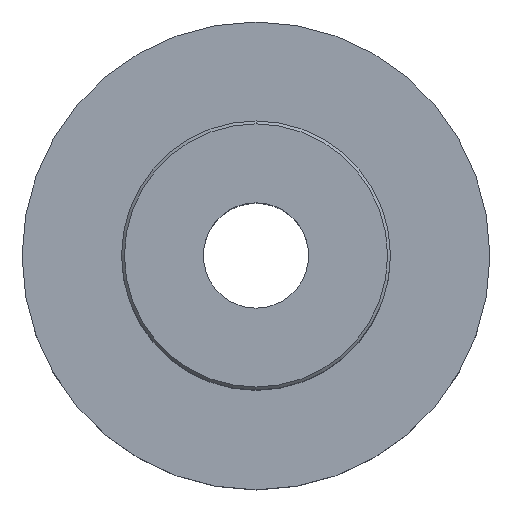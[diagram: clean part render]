
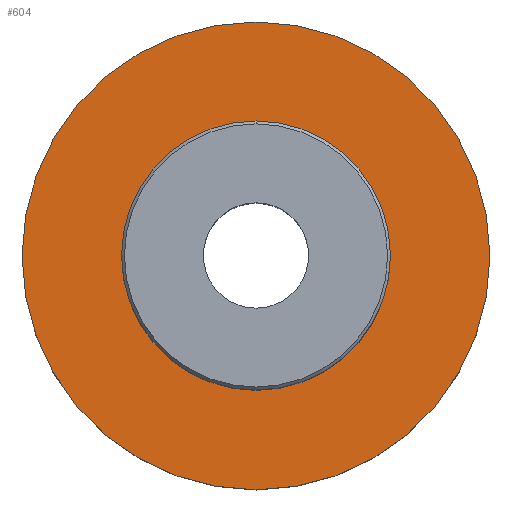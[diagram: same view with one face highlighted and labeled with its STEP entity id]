
A CAD part, top view. The second image highlights one B-rep face of the part: STEP entity #604.
In plain terms, the highlighted planar face has unit normal (0, 0, 1).
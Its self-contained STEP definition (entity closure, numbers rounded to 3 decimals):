
#191=CARTESIAN_POINT('',(0.,0.,0.));
#192=DIRECTION('',(0.,0.,-1.));
#193=DIRECTION('',(0.,1.,0.));
#194=AXIS2_PLACEMENT_3D('',#191,#192,#193);
#199=CARTESIAN_POINT('',(0.,0.,0.));
#200=DIRECTION('',(0.,0.,1.));
#201=DIRECTION('',(0.,1.,0.));
#202=AXIS2_PLACEMENT_3D('',#199,#200,#201);
#215=CARTESIAN_POINT('',(0.,0.,0.));
#216=DIRECTION('',(0.,0.,1.));
#217=DIRECTION('',(0.,1.,0.));
#218=AXIS2_PLACEMENT_3D('',#215,#216,#217);
#284=CARTESIAN_POINT('',(0.,0.,0.));
#285=DIRECTION('',(0.,0.,-1.));
#286=DIRECTION('',(0.,1.,0.));
#287=AXIS2_PLACEMENT_3D('',#284,#285,#286);
#359=CARTESIAN_POINT('',(0.,23.,0.));
#360=CARTESIAN_POINT('',(0.,-23.,0.));
#361=VERTEX_POINT('',#359);
#362=VERTEX_POINT('',#360);
#384=CARTESIAN_POINT('',(0.,40.,0.));
#386=VERTEX_POINT('',#384);
#392=CARTESIAN_POINT('',(0.,-40.,0.));
#394=VERTEX_POINT('',#392);
#589=CARTESIAN_POINT('',(0.,0.,0.));
#590=DIRECTION('',(0.,0.,1.));
#591=DIRECTION('',(0.,1.,0.));
#592=AXIS2_PLACEMENT_3D('',#589,#590,#591);
#593=PLANE('',#592);
#594=ORIENTED_EDGE('',*,*,#571,.T.);
#595=ORIENTED_EDGE('',*,*,#582,.F.);
#596=EDGE_LOOP('',(#594,#595));
#597=FACE_OUTER_BOUND('',#596,.F.);
#599=ORIENTED_EDGE('',*,*,#598,.T.);
#601=ORIENTED_EDGE('',*,*,#600,.F.);
#602=EDGE_LOOP('',(#599,#601));
#603=FACE_BOUND('',#602,.F.);
#195=CIRCLE('',#194,40.);
#203=CIRCLE('',#202,40.);
#219=CIRCLE('',#218,23.);
#288=CIRCLE('',#287,23.);
#571=EDGE_CURVE('',#386,#394,#195,.T.);
#582=EDGE_CURVE('',#386,#394,#203,.T.);
#598=EDGE_CURVE('',#361,#362,#219,.T.);
#600=EDGE_CURVE('',#361,#362,#288,.T.);
#604=ADVANCED_FACE('',(#597,#603),#593,.T.);
